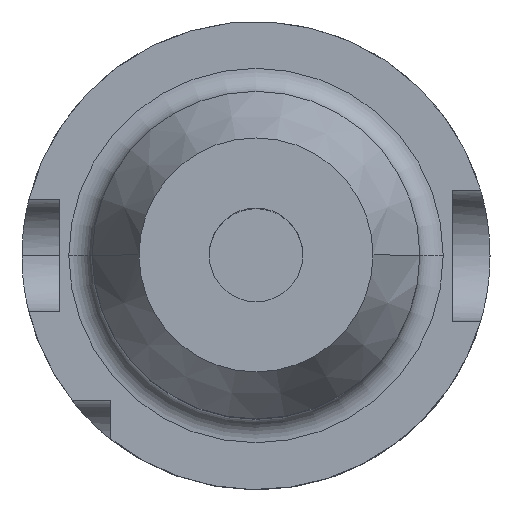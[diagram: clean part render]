
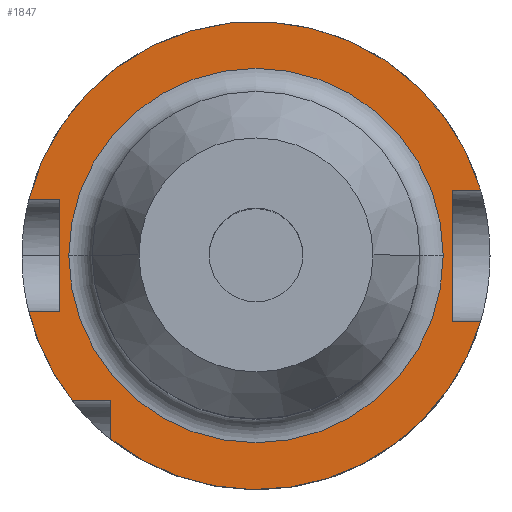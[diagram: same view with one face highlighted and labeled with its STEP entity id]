
A CAD part, top view. The second image highlights one B-rep face of the part: STEP entity #1847.
In plain terms, the highlighted planar face has unit normal (0, 0, 1).
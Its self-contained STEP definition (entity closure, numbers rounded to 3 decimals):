
#18 = ORIENTED_EDGE ( 'NONE', *, *, #1039, .F. ) ;
#90 = ORIENTED_EDGE ( 'NONE', *, *, #1755, .T. ) ;
#103 = PLANE ( 'NONE',  #549 ) ;
#106 = VERTEX_POINT ( 'NONE', #2150 ) ;
#202 = ORIENTED_EDGE ( 'NONE', *, *, #1924, .T. ) ;
#203 = CARTESIAN_POINT ( 'NONE',  ( -15.5, -19.615, 26. ) ) ;
#226 = LINE ( 'NONE', #769, #906 ) ;
#239 = CARTESIAN_POINT ( 'NONE',  ( 0., 0., 26. ) ) ;
#248 = LINE ( 'NONE', #496, #2012 ) ;
#266 = VERTEX_POINT ( 'NONE', #2718 ) ;
#323 = ORIENTED_EDGE ( 'NONE', *, *, #2021, .T. ) ;
#330 = ORIENTED_EDGE ( 'NONE', *, *, #1774, .T. ) ;
#346 = ORIENTED_EDGE ( 'NONE', *, *, #1830, .T. ) ;
#396 = VERTEX_POINT ( 'NONE', #3028 ) ;
#408 = LINE ( 'NONE', #2341, #1076 ) ;
#411 = CARTESIAN_POINT ( 'NONE',  ( 20., 0., 26. ) ) ;
#428 = ORIENTED_EDGE ( 'NONE', *, *, #3032, .T. ) ;
#439 = DIRECTION ( 'NONE',  ( 0., -1., 0. ) ) ;
#463 = VERTEX_POINT ( 'NONE', #658 ) ;
#481 = EDGE_CURVE ( 'NONE', #2370, #266, #408, .T. ) ;
#496 = CARTESIAN_POINT ( 'NONE',  ( -31., -6., 26. ) ) ;
#504 = DIRECTION ( 'NONE',  ( 1., 0., 0. ) ) ;
#523 = DIRECTION ( 'NONE',  ( 1., 0., 0. ) ) ;
#549 = AXIS2_PLACEMENT_3D ( 'NONE', #1842, #2448, #2823 ) ;
#560 = VERTEX_POINT ( 'NONE', #729 ) ;
#573 = CARTESIAN_POINT ( 'NONE',  ( -19.615, -15.5, 26. ) ) ;
#589 = CARTESIAN_POINT ( 'NONE',  ( 24., 7., 26. ) ) ;
#658 = CARTESIAN_POINT ( 'NONE',  ( 24., -7., 26. ) ) ;
#718 = CIRCLE ( 'NONE', #1018, 25. ) ;
#729 = CARTESIAN_POINT ( 'NONE',  ( -24.269, 6., 26. ) ) ;
#769 = CARTESIAN_POINT ( 'NONE',  ( 0., -15.5, 26. ) ) ;
#780 = ORIENTED_EDGE ( 'NONE', *, *, #481, .F. ) ;
#799 = LINE ( 'NONE', #1024, #1330 ) ;
#826 = DIRECTION ( 'NONE',  ( 1., 0., 0. ) ) ;
#830 = CARTESIAN_POINT ( 'NONE',  ( 21., -7., 26. ) ) ;
#856 = CARTESIAN_POINT ( 'NONE',  ( 31., -7., 26. ) ) ;
#906 = VECTOR ( 'NONE', #504, 1000. ) ;
#954 = EDGE_LOOP ( 'NONE', ( #90, #985 ) ) ;
#985 = ORIENTED_EDGE ( 'NONE', *, *, #1516, .T. ) ;
#1018 = AXIS2_PLACEMENT_3D ( 'NONE', #2936, #1798, #2724 ) ;
#1024 = CARTESIAN_POINT ( 'NONE',  ( -21., -6., 26. ) ) ;
#1039 = EDGE_CURVE ( 'NONE', #266, #1445, #2481, .T. ) ;
#1057 = CARTESIAN_POINT ( 'NONE',  ( 21., -7., 26. ) ) ;
#1073 = LINE ( 'NONE', #2096, #3008 ) ;
#1076 = VECTOR ( 'NONE', #1694, 1000. ) ;
#1099 = VERTEX_POINT ( 'NONE', #1399 ) ;
#1174 = EDGE_CURVE ( 'NONE', #2370, #560, #1186, .T. ) ;
#1186 = CIRCLE ( 'NONE', #2778, 25. ) ;
#1189 = VECTOR ( 'NONE', #1788, 1000. ) ;
#1198 = AXIS2_PLACEMENT_3D ( 'NONE', #2108, #2551, #1849 ) ;
#1204 = DIRECTION ( 'NONE',  ( 1., 0., 0. ) ) ;
#1301 = VERTEX_POINT ( 'NONE', #573 ) ;
#1315 = VERTEX_POINT ( 'NONE', #1772 ) ;
#1330 = VECTOR ( 'NONE', #2465, 1000. ) ;
#1399 = CARTESIAN_POINT ( 'NONE',  ( -21., -6., 26. ) ) ;
#1445 = VERTEX_POINT ( 'NONE', #830 ) ;
#1489 = DIRECTION ( 'NONE',  ( 0., 0., 1. ) ) ;
#1500 = DIRECTION ( 'NONE',  ( 0., 0., -1. ) ) ;
#1516 = EDGE_CURVE ( 'NONE', #1529, #396, #2371, .T. ) ;
#1521 = CARTESIAN_POINT ( 'NONE',  ( -24.269, -6., 26. ) ) ;
#1529 = VERTEX_POINT ( 'NONE', #411 ) ;
#1548 = VERTEX_POINT ( 'NONE', #203 ) ;
#1567 = ORIENTED_EDGE ( 'NONE', *, *, #2956, .F. ) ;
#1573 = LINE ( 'NONE', #2655, #2942 ) ;
#1575 = EDGE_CURVE ( 'NONE', #463, #1445, #1761, .T. ) ;
#1672 = AXIS2_PLACEMENT_3D ( 'NONE', #2848, #1500, #1968 ) ;
#1694 = DIRECTION ( 'NONE',  ( -1., 0., 0. ) ) ;
#1755 = EDGE_CURVE ( 'NONE', #396, #1529, #1987, .T. ) ;
#1761 = LINE ( 'NONE', #856, #2804 ) ;
#1772 = CARTESIAN_POINT ( 'NONE',  ( -21., 6., 26. ) ) ;
#1774 = EDGE_CURVE ( 'NONE', #560, #1315, #1573, .T. ) ;
#1788 = DIRECTION ( 'NONE',  ( 0., -1., 0. ) ) ;
#1798 = DIRECTION ( 'NONE',  ( 0., 0., 1. ) ) ;
#1830 = EDGE_CURVE ( 'NONE', #1301, #106, #226, .T. ) ;
#1842 = CARTESIAN_POINT ( 'NONE',  ( 0., 25., 26. ) ) ;
#1847 = ADVANCED_FACE ( 'NONE', ( #1869, #1903 ), #103, .F. ) ;
#1849 = DIRECTION ( 'NONE',  ( -1., 0., 0. ) ) ;
#1869 = FACE_BOUND ( 'NONE', #954, .T. ) ;
#1903 = FACE_OUTER_BOUND ( 'NONE', #2225, .T. ) ;
#1905 = ORIENTED_EDGE ( 'NONE', *, *, #2539, .T. ) ;
#1924 = EDGE_CURVE ( 'NONE', #106, #1548, #1073, .T. ) ;
#1968 = DIRECTION ( 'NONE',  ( -1., 0., 0. ) ) ;
#1987 = CIRCLE ( 'NONE', #1672, 20. ) ;
#2012 = VECTOR ( 'NONE', #523, 1000. ) ;
#2021 = EDGE_CURVE ( 'NONE', #1548, #463, #2023, .T. ) ;
#2023 = CIRCLE ( 'NONE', #2303, 25. ) ;
#2096 = CARTESIAN_POINT ( 'NONE',  ( -15.5, 25., 26. ) ) ;
#2108 = CARTESIAN_POINT ( 'NONE',  ( 0., 0., 26. ) ) ;
#2150 = CARTESIAN_POINT ( 'NONE',  ( -15.5, -15.5, 26. ) ) ;
#2225 = EDGE_LOOP ( 'NONE', ( #1905, #346, #202, #323, #2334, #18, #780, #2879, #330, #428, #1567 ) ) ;
#2270 = DIRECTION ( 'NONE',  ( 0., 0., 1. ) ) ;
#2294 = VERTEX_POINT ( 'NONE', #1521 ) ;
#2303 = AXIS2_PLACEMENT_3D ( 'NONE', #2511, #2270, #826 ) ;
#2323 = DIRECTION ( 'NONE',  ( -1., 0., 0. ) ) ;
#2334 = ORIENTED_EDGE ( 'NONE', *, *, #1575, .T. ) ;
#2341 = CARTESIAN_POINT ( 'NONE',  ( 31., 7., 26. ) ) ;
#2370 = VERTEX_POINT ( 'NONE', #589 ) ;
#2371 = CIRCLE ( 'NONE', #1198, 20. ) ;
#2448 = DIRECTION ( 'NONE',  ( 0., 0., -1. ) ) ;
#2465 = DIRECTION ( 'NONE',  ( 0., -1., 0. ) ) ;
#2481 = LINE ( 'NONE', #1057, #1189 ) ;
#2511 = CARTESIAN_POINT ( 'NONE',  ( 0., 0., 26. ) ) ;
#2539 = EDGE_CURVE ( 'NONE', #2294, #1301, #718, .T. ) ;
#2551 = DIRECTION ( 'NONE',  ( 0., 0., -1. ) ) ;
#2648 = DIRECTION ( 'NONE',  ( 1., 0., 0. ) ) ;
#2655 = CARTESIAN_POINT ( 'NONE',  ( -31., 6., 26. ) ) ;
#2718 = CARTESIAN_POINT ( 'NONE',  ( 21., 7., 26. ) ) ;
#2724 = DIRECTION ( 'NONE',  ( 1., 0., 0. ) ) ;
#2778 = AXIS2_PLACEMENT_3D ( 'NONE', #239, #1489, #2648 ) ;
#2804 = VECTOR ( 'NONE', #2323, 1000. ) ;
#2823 = DIRECTION ( 'NONE',  ( -1., 0., 0. ) ) ;
#2848 = CARTESIAN_POINT ( 'NONE',  ( 0., 0., 26. ) ) ;
#2879 = ORIENTED_EDGE ( 'NONE', *, *, #1174, .T. ) ;
#2936 = CARTESIAN_POINT ( 'NONE',  ( 0., 0., 26. ) ) ;
#2942 = VECTOR ( 'NONE', #1204, 1000. ) ;
#2956 = EDGE_CURVE ( 'NONE', #2294, #1099, #248, .T. ) ;
#3008 = VECTOR ( 'NONE', #439, 1000. ) ;
#3028 = CARTESIAN_POINT ( 'NONE',  ( -20., 0., 26. ) ) ;
#3032 = EDGE_CURVE ( 'NONE', #1315, #1099, #799, .T. ) ;
